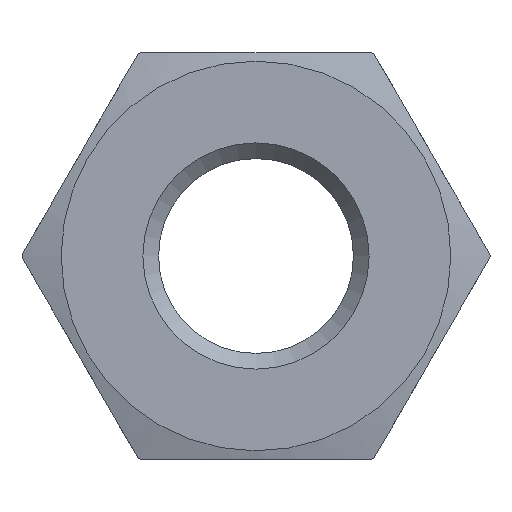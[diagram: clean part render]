
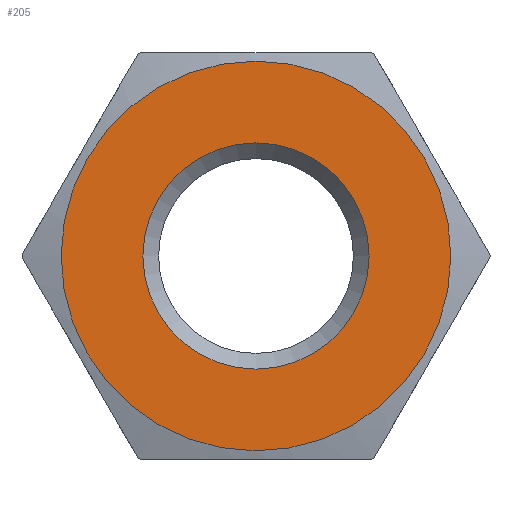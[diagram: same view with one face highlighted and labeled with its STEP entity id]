
A CAD part, left-side view. The second image highlights one B-rep face of the part: STEP entity #205.
In plain terms, the highlighted planar face has unit normal (-1, 0, 0).
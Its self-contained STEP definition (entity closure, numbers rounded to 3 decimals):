
#110=FACE_BOUND('',#261,.T.);
#111=FACE_BOUND('',#262,.T.);
#172=CIRCLE('',#574,11.5);
#173=CIRCLE('',#576,6.679);
#205=ADVANCED_FACE('',(#110,#111),#231,.F.);
#231=PLANE('',#577);
#261=EDGE_LOOP('',(#374));
#262=EDGE_LOOP('',(#375));
#374=ORIENTED_EDGE('',*,*,#506,.T.);
#375=ORIENTED_EDGE('',*,*,#505,.T.);
#449=VERTEX_POINT('',#885);
#450=VERTEX_POINT('',#888);
#505=EDGE_CURVE('',#449,#449,#172,.T.);
#506=EDGE_CURVE('',#450,#450,#173,.T.);
#574=AXIS2_PLACEMENT_3D('',#884,#677,#678);
#576=AXIS2_PLACEMENT_3D('',#887,#681,#682);
#577=AXIS2_PLACEMENT_3D('',#889,#683,#684);
#677=DIRECTION('',(-1.,0.,0.));
#678=DIRECTION('',(0.,0.,1.));
#681=DIRECTION('',(1.,0.,0.));
#682=DIRECTION('',(0.,0.,-1.));
#683=DIRECTION('',(1.,0.,0.));
#684=DIRECTION('',(0.,0.,-1.));
#884=CARTESIAN_POINT('',(0.,0.,0.));
#885=CARTESIAN_POINT('',(0.,0.,11.5));
#887=CARTESIAN_POINT('',(0.,0.,0.));
#888=CARTESIAN_POINT('',(0.,0.,-6.679));
#889=CARTESIAN_POINT('',(0.,0.,0.));
